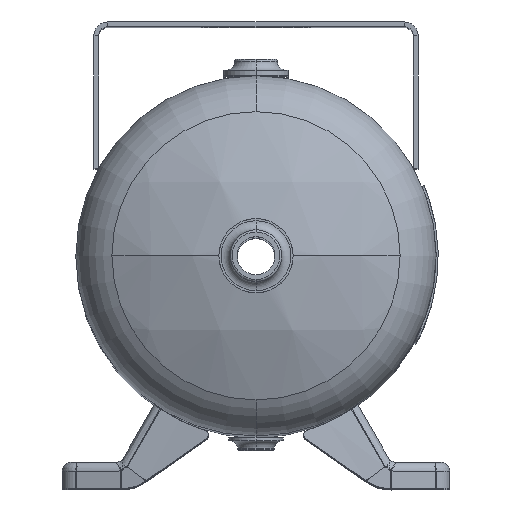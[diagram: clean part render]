
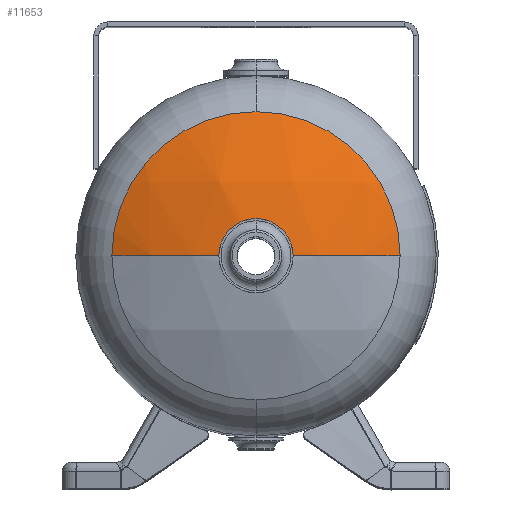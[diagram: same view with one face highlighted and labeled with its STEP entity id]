
A CAD part, top view. The second image highlights one B-rep face of the part: STEP entity #11653.
In plain terms, the highlighted spherical face has radius 228.6 mm.
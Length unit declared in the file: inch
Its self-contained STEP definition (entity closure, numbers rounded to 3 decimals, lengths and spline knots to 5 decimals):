
#1245 = EDGE_CURVE ( 'NONE', #1299, #1297, #8016, .T. ) ;
#1295 = VERTEX_POINT ( 'NONE', #13795 ) ;
#1297 = VERTEX_POINT ( 'NONE', #13803 ) ;
#1299 = VERTEX_POINT ( 'NONE', #13805 ) ;
#1302 = VERTEX_POINT ( 'NONE', #13793 ) ;
#1304 = VERTEX_POINT ( 'NONE', #13811 ) ;
#3401 = AXIS2_PLACEMENT_3D ( 'NONE', #5475, #5476, #5477 ) ;
#4909 = CARTESIAN_POINT ( 'NONE',  ( 0., 0., 6. ) ) ;
#4910 = DIRECTION ( 'NONE',  ( 0., 1., 0. ) ) ;
#4911 = DIRECTION ( 'NONE',  ( 0., 0., 1. ) ) ;
#5014 = CARTESIAN_POINT ( 'NONE',  ( 0., 0., 6. ) ) ;
#5015 = DIRECTION ( 'NONE',  ( 0., -1., 0. ) ) ;
#5016 = DIRECTION ( 'NONE',  ( 1., 0., 0. ) ) ;
#5475 = CARTESIAN_POINT ( 'NONE',  ( 0., 0., 14.98021 ) ) ;
#5476 = DIRECTION ( 'NONE',  ( 0., 0., 1. ) ) ;
#5477 = DIRECTION ( 'NONE',  ( -1., 0., 0. ) ) ;
#6601 = ORIENTED_EDGE ( 'NONE', *, *, #11171, .F. ) ;
#6602 = ORIENTED_EDGE ( 'NONE', *, *, #1245, .F. ) ;
#6603 = ORIENTED_EDGE ( 'NONE', *, *, #11156, .T. ) ;
#6604 = ORIENTED_EDGE ( 'NONE', *, *, #11261, .F. ) ;
#6605 = ORIENTED_EDGE ( 'NONE', *, *, #11209, .F. ) ;
#8016 = CIRCLE ( 'NONE', #3401, 0.5965 ) ;
#8513 = CARTESIAN_POINT ( 'NONE',  ( 0., 0., 6. ) ) ;
#8517 = FACE_OUTER_BOUND ( 'NONE', #12420, .T. ) ;
#8518 = SPHERICAL_SURFACE ( 'NONE', #15263, 9. ) ;
#8520 = DIRECTION ( 'NONE',  ( 0., -1., 0. ) ) ;
#8521 = DIRECTION ( 'NONE',  ( 1., 0., 0. ) ) ;
#8951 = CARTESIAN_POINT ( 'NONE',  ( 0., 0., 14.06226 ) ) ;
#8952 = DIRECTION ( 'NONE',  ( 0., 0., -1. ) ) ;
#8953 = DIRECTION ( 'NONE',  ( 0., 1., 0. ) ) ;
#11156 = EDGE_CURVE ( 'NONE', #1299, #1302, #15410, .T. ) ;
#11171 = EDGE_CURVE ( 'NONE', #1297, #1304, #15132, .T. ) ;
#11209 = EDGE_CURVE ( 'NONE', #1304, #1295, #13354, .T. ) ;
#11261 = EDGE_CURVE ( 'NONE', #1295, #1302, #13215, .T. ) ;
#11653 = ADVANCED_FACE ( 'NONE', ( #8517 ), #8518, .T. ) ;
#12420 = EDGE_LOOP ( 'NONE', ( #6601, #6602, #6603, #6604, #6605 ) ) ;
#13215 = CIRCLE ( 'NONE', #13218, 4. ) ;
#13218 = AXIS2_PLACEMENT_3D ( 'NONE', #13687, #13689, #13691 ) ;
#13354 = CIRCLE ( 'NONE', #13361, 4. ) ;
#13361 = AXIS2_PLACEMENT_3D ( 'NONE', #8951, #8952, #8953 ) ;
#13687 = CARTESIAN_POINT ( 'NONE',  ( 0., 0., 14.06226 ) ) ;
#13689 = DIRECTION ( 'NONE',  ( 0., 0., -1. ) ) ;
#13691 = DIRECTION ( 'NONE',  ( 0., 1., 0. ) ) ;
#13793 = CARTESIAN_POINT ( 'NONE',  ( 4., 0., 14.06226 ) ) ;
#13795 = CARTESIAN_POINT ( 'NONE',  ( 0., 4., 14.06226 ) ) ;
#13803 = CARTESIAN_POINT ( 'NONE',  ( -0.5965, 0., 14.98021 ) ) ;
#13805 = CARTESIAN_POINT ( 'NONE',  ( 0.5965, 0., 14.98021 ) ) ;
#13811 = CARTESIAN_POINT ( 'NONE',  ( -4., 0., 14.06226 ) ) ;
#15132 = CIRCLE ( 'NONE', #15133, 9. ) ;
#15133 = AXIS2_PLACEMENT_3D ( 'NONE', #5014, #5015, #5016 ) ;
#15263 = AXIS2_PLACEMENT_3D ( 'NONE', #8513, #8520, #8521 ) ;
#15410 = CIRCLE ( 'NONE', #15415, 9. ) ;
#15415 = AXIS2_PLACEMENT_3D ( 'NONE', #4909, #4910, #4911 ) ;
